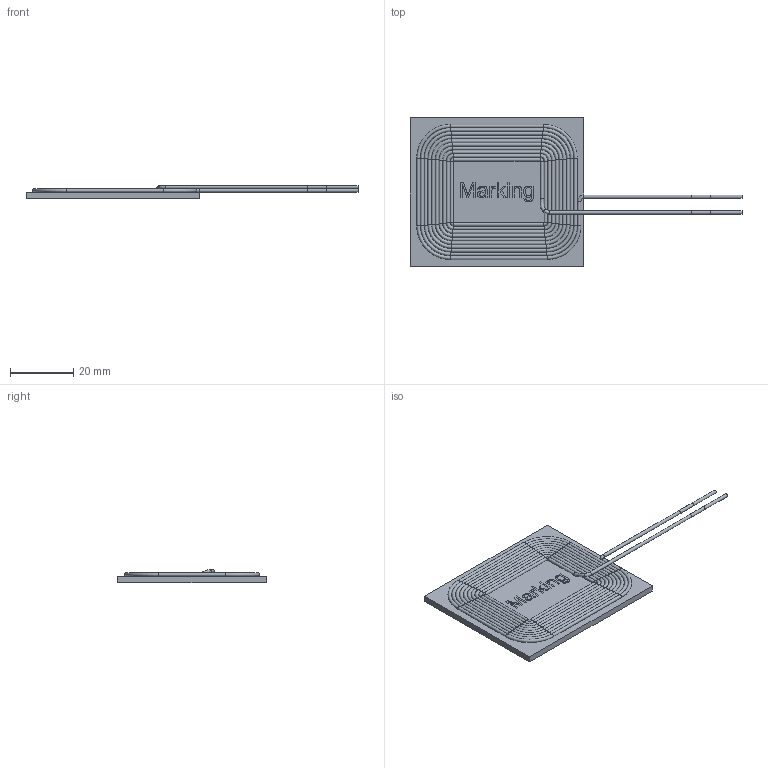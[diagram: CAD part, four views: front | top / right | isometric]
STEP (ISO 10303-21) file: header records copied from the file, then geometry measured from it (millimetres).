
FILE_DESCRIPTION( ( 'Unknown' ), '1' );
FILE_NAME( '760308103146.stp', 'Unknown', ( 'Unknown' ), ( 'Unknown' ), 'PSStep 19.0.9', 'Unknown', ' ' );
FILE_SCHEMA( ( 'AUTOMOTIVE_DESIGN { 1 0 10303 214 1 1 1 1 }' ) );
Length unit declared in the file: millimetre
Products named in the file (5): Assem1; Shield_55x47x2; 760308103146_wire
Assembly tree (4 placements, depth 2):
  Assem1
    Shield_55x47x2
    760308103146_wire
    760308103146_wire
    760308103146_wire
Bounding box: 105.06 x 47 x 4.12 mm (x, y, z)
Volume: 6419.3 mm3; surface area: 10418.8 mm2
Topology: 4 solids, 4 shells, 174 faces, 384 edges, 228 vertices
Faces by surface type: plane 68, cylinder 47, torus 42, extrusion 16, bspline 1
Full cylindrical faces by diameter (mm): 1.05 x43, 1.052 x2, 1.054 x2
Entity records: 6438 total; most frequent: CARTESIAN_POINT 1698, DIRECTION 599, ORIENTED_EDGE 586, EDGE_CURVE 293, EDGE_LOOP 278, FACE_OUTER_BOUND 264, AXIS2_PLACEMENT_3D 255, VERTEX_POINT 227
